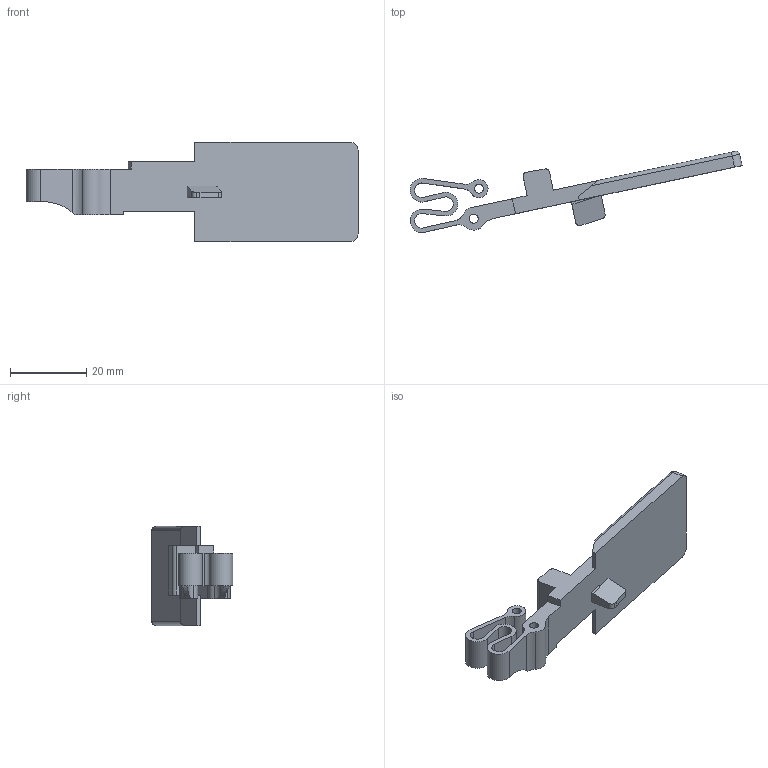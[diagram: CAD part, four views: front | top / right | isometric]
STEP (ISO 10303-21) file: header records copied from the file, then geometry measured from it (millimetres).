
FILE_DESCRIPTION (( 'STEP AP214' ), '1' );
FILE_NAME ('white key 2.STEP', '2025-05-12T19:34:42', ( 'Kaso' ), ( '' ), 'SwSTEP 2.0', 'SolidWorks 2024', '' );
FILE_SCHEMA (( 'AUTOMOTIVE_DESIGN' ));
Length unit declared in the file: millimetre
Products named in the file (1): white key 2
Bounding box: 87.12 x 21.32 x 26 mm (x, y, z)
Volume: 7450 mm3; surface area: 5684.2 mm2
Topology: 1 solids, 1 shells, 72 faces, 203 edges, 134 vertices
Faces by surface type: plane 38, cylinder 32, torus 2
Entity records: 2367 total; most frequent: CARTESIAN_POINT 455, ORIENTED_EDGE 406, DIRECTION 392, EDGE_CURVE 203, VERTEX_POINT 134, AXIS2_PLACEMENT_3D 131, LINE 130, VECTOR 130
